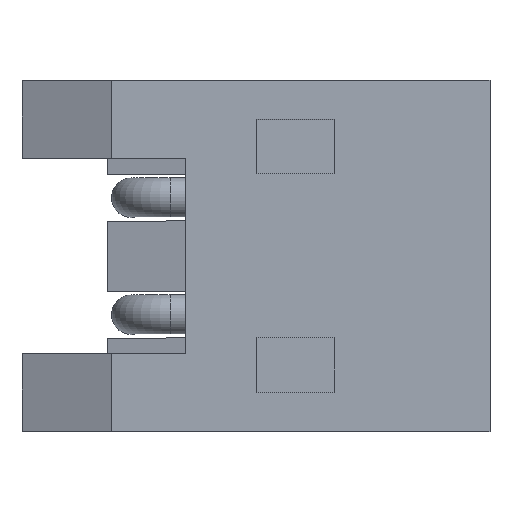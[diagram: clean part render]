
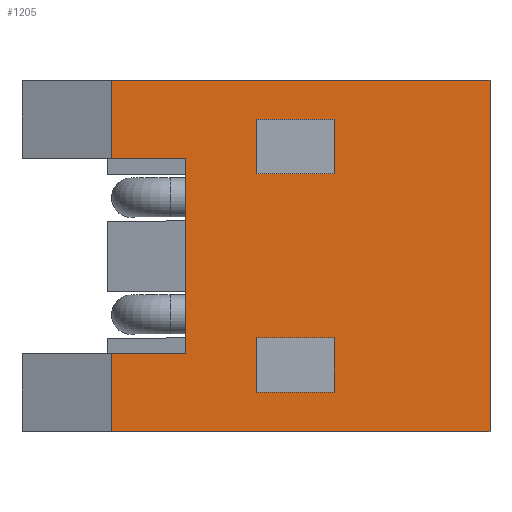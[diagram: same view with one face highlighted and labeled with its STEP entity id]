
A CAD part, top view. The second image highlights one B-rep face of the part: STEP entity #1205.
In plain terms, the highlighted planar face has unit normal (0, 0, 1).
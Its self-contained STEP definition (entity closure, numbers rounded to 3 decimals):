
#16=FACE_BOUND('',#161,.T.);
#17=FACE_BOUND('',#162,.T.);
#34=PLANE('',#1309);
#98=FACE_OUTER_BOUND('',#160,.T.);
#160=EDGE_LOOP('',(#952,#953,#954,#955,#956,#957,#958,#959));
#161=EDGE_LOOP('',(#960,#961,#962,#963));
#162=EDGE_LOOP('',(#964,#965,#966,#967));
#234=LINE('',#1801,#380);
#245=LINE('',#1821,#391);
#252=LINE('',#1834,#398);
#253=LINE('',#1837,#399);
#254=LINE('',#1839,#400);
#255=LINE('',#1841,#401);
#256=LINE('',#1843,#402);
#257=LINE('',#1844,#403);
#258=LINE('',#1847,#404);
#259=LINE('',#1849,#405);
#260=LINE('',#1851,#406);
#261=LINE('',#1852,#407);
#262=LINE('',#1855,#408);
#263=LINE('',#1857,#409);
#264=LINE('',#1859,#410);
#265=LINE('',#1860,#411);
#380=VECTOR('',#1479,10.);
#391=VECTOR('',#1494,10.);
#398=VECTOR('',#1503,10.);
#399=VECTOR('',#1506,10.);
#400=VECTOR('',#1507,10.);
#401=VECTOR('',#1508,10.);
#402=VECTOR('',#1509,10.);
#403=VECTOR('',#1510,10.);
#404=VECTOR('',#1511,10.);
#405=VECTOR('',#1512,10.);
#406=VECTOR('',#1513,10.);
#407=VECTOR('',#1514,10.);
#408=VECTOR('',#1515,10.);
#409=VECTOR('',#1516,10.);
#410=VECTOR('',#1517,10.);
#411=VECTOR('',#1518,10.);
#562=VERTEX_POINT('',#1798);
#563=VERTEX_POINT('',#1800);
#570=VERTEX_POINT('',#1820);
#575=VERTEX_POINT('',#1832);
#576=VERTEX_POINT('',#1836);
#577=VERTEX_POINT('',#1838);
#578=VERTEX_POINT('',#1840);
#579=VERTEX_POINT('',#1842);
#580=VERTEX_POINT('',#1845);
#581=VERTEX_POINT('',#1846);
#582=VERTEX_POINT('',#1848);
#583=VERTEX_POINT('',#1850);
#584=VERTEX_POINT('',#1853);
#585=VERTEX_POINT('',#1854);
#586=VERTEX_POINT('',#1856);
#587=VERTEX_POINT('',#1858);
#696=EDGE_CURVE('',#563,#562,#234,.T.);
#707=EDGE_CURVE('',#570,#563,#245,.T.);
#714=EDGE_CURVE('',#562,#575,#252,.T.);
#715=EDGE_CURVE('',#576,#575,#253,.T.);
#716=EDGE_CURVE('',#576,#577,#254,.T.);
#717=EDGE_CURVE('',#578,#577,#255,.T.);
#718=EDGE_CURVE('',#579,#578,#256,.T.);
#719=EDGE_CURVE('',#570,#579,#257,.T.);
#720=EDGE_CURVE('',#580,#581,#258,.T.);
#721=EDGE_CURVE('',#581,#582,#259,.T.);
#722=EDGE_CURVE('',#582,#583,#260,.T.);
#723=EDGE_CURVE('',#583,#580,#261,.T.);
#724=EDGE_CURVE('',#584,#585,#262,.T.);
#725=EDGE_CURVE('',#585,#586,#263,.T.);
#726=EDGE_CURVE('',#586,#587,#264,.T.);
#727=EDGE_CURVE('',#587,#584,#265,.T.);
#952=ORIENTED_EDGE('',*,*,#707,.T.);
#953=ORIENTED_EDGE('',*,*,#696,.T.);
#954=ORIENTED_EDGE('',*,*,#714,.T.);
#955=ORIENTED_EDGE('',*,*,#715,.F.);
#956=ORIENTED_EDGE('',*,*,#716,.T.);
#957=ORIENTED_EDGE('',*,*,#717,.F.);
#958=ORIENTED_EDGE('',*,*,#718,.F.);
#959=ORIENTED_EDGE('',*,*,#719,.F.);
#960=ORIENTED_EDGE('',*,*,#720,.T.);
#961=ORIENTED_EDGE('',*,*,#721,.T.);
#962=ORIENTED_EDGE('',*,*,#722,.T.);
#963=ORIENTED_EDGE('',*,*,#723,.T.);
#964=ORIENTED_EDGE('',*,*,#724,.T.);
#965=ORIENTED_EDGE('',*,*,#725,.T.);
#966=ORIENTED_EDGE('',*,*,#726,.T.);
#967=ORIENTED_EDGE('',*,*,#727,.T.);
#1205=ADVANCED_FACE('',(#98,#16,#17),#34,.T.);
#1309=AXIS2_PLACEMENT_3D('',#1835,#1504,#1505);
#1479=DIRECTION('',(0.,-1.,0.));
#1494=DIRECTION('',(1.,0.,0.));
#1503=DIRECTION('',(-1.,0.,0.));
#1504=DIRECTION('center_axis',(0.,0.,
1.));
#1505=DIRECTION('ref_axis',(0.,-1.,0.));
#1506=DIRECTION('',(0.,1.,0.));
#1507=DIRECTION('',(1.,0.,0.));
#1508=DIRECTION('',(0.,-1.,0.));
#1509=DIRECTION('',(1.,0.,0.));
#1510=DIRECTION('',(0.,1.,0.));
#1511=DIRECTION('',(1.,0.,0.));
#1512=DIRECTION('',(0.,-1.,0.));
#1513=DIRECTION('',(-1.,0.,0.));
#1514=DIRECTION('',(0.,1.,0.));
#1515=DIRECTION('',(0.,1.,0.));
#1516=DIRECTION('',(1.,0.,0.));
#1517=DIRECTION('',(0.,-1.,0.));
#1518=DIRECTION('',(-1.,0.,0.));
#1798=CARTESIAN_POINT('',(0.7,-0.5,3.7));
#1800=CARTESIAN_POINT('',(0.7,2.,3.7));
#1801=CARTESIAN_POINT('',(0.7,1.25,3.7));
#1820=CARTESIAN_POINT('',(-0.25,2.,3.7));
#1821=CARTESIAN_POINT('',(0.35,2.,3.7));
#1832=CARTESIAN_POINT('',(-0.25,-0.5,3.7));
#1834=CARTESIAN_POINT('',(-0.7,-0.5,3.7));
#1835=CARTESIAN_POINT('Origin',(0.,3.,3.7));
#1836=CARTESIAN_POINT('',(-0.25,-1.5,3.7));
#1837=CARTESIAN_POINT('',(-0.25,-1.5,3.7));
#1838=CARTESIAN_POINT('',(4.6,-1.5,3.7));
#1839=CARTESIAN_POINT('',(0.,-1.5,3.7));
#1840=CARTESIAN_POINT('',(4.6,3.,3.7));
#1841=CARTESIAN_POINT('',(4.6,3.,3.7));
#1842=CARTESIAN_POINT('',(-0.25,3.,3.7));
#1843=CARTESIAN_POINT('',(0.,3.,3.7));
#1844=CARTESIAN_POINT('',(-0.25,-1.5,3.7));
#1845=CARTESIAN_POINT('',(1.6,2.5,3.7));
#1846=CARTESIAN_POINT('',(2.6,2.5,3.7));
#1847=CARTESIAN_POINT('',(0.8,2.5,3.7));
#1848=CARTESIAN_POINT('',(2.6,1.8,3.7));
#1849=CARTESIAN_POINT('',(2.6,2.75,3.7));
#1850=CARTESIAN_POINT('',(1.6,1.8,3.7));
#1851=CARTESIAN_POINT('',(1.3,1.8,3.7));
#1852=CARTESIAN_POINT('',(1.6,2.4,3.7));
#1853=CARTESIAN_POINT('',(1.6,-1.,3.7));
#1854=CARTESIAN_POINT('',(1.6,-0.3,3.7));
#1855=CARTESIAN_POINT('',(1.6,1.,3.7));
#1856=CARTESIAN_POINT('',(2.6,-0.3,3.7));
#1857=CARTESIAN_POINT('',(0.8,-0.3,3.7));
#1858=CARTESIAN_POINT('',(2.6,-1.,3.7));
#1859=CARTESIAN_POINT('',(2.6,1.35,3.7));
#1860=CARTESIAN_POINT('',(1.3,-1.,3.7));
